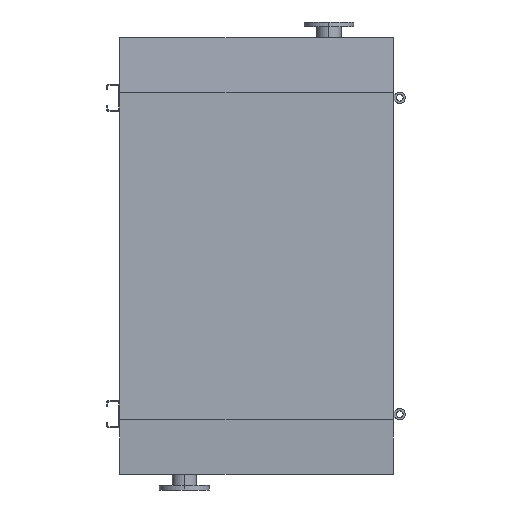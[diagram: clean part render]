
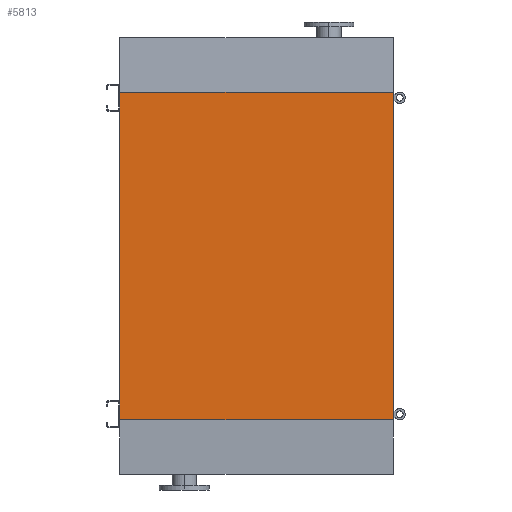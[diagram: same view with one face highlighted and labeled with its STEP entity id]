
A CAD part, front view. The second image highlights one B-rep face of the part: STEP entity #5813.
In plain terms, the highlighted planar face has unit normal (0, -1, 0).
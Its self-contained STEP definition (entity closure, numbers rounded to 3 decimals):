
#210 = DIRECTION ( 'NONE',  ( 0., 0., 1. ) ) ;
#275 = DIRECTION ( 'NONE',  ( 0., 0., -1. ) ) ;
#545 = CARTESIAN_POINT ( 'NONE',  ( 605., 0., 0. ) ) ;
#824 = PLANE ( 'NONE',  #3060 ) ;
#859 = CARTESIAN_POINT ( 'NONE',  ( -605., 0., -1450. ) ) ;
#883 = EDGE_CURVE ( 'NONE', #4110, #3791, #5276, .T. ) ;
#1856 = VERTEX_POINT ( 'NONE', #4423 ) ;
#2148 = ORIENTED_EDGE ( 'NONE', *, *, #5136, .T. ) ;
#2555 = ORIENTED_EDGE ( 'NONE', *, *, #883, .F. ) ;
#2609 = CARTESIAN_POINT ( 'NONE',  ( -605., 0., -1450. ) ) ;
#2746 = DIRECTION ( 'NONE',  ( 0., 0., 1. ) ) ;
#2868 = DIRECTION ( 'NONE',  ( 1., 0., 0. ) ) ;
#2922 = CARTESIAN_POINT ( 'NONE',  ( -605., 0., -1450. ) ) ;
#3017 = LINE ( 'NONE', #5146, #5993 ) ;
#3025 = VECTOR ( 'NONE', #2746, 1000. ) ;
#3060 = AXIS2_PLACEMENT_3D ( 'NONE', #6393, #5380, #275 ) ;
#3271 = CARTESIAN_POINT ( 'NONE',  ( -605., 0., 0. ) ) ;
#3392 = ORIENTED_EDGE ( 'NONE', *, *, #6747, .F. ) ;
#3755 = ORIENTED_EDGE ( 'NONE', *, *, #4500, .T. ) ;
#3780 = LINE ( 'NONE', #4984, #3025 ) ;
#3791 = VERTEX_POINT ( 'NONE', #3271 ) ;
#4110 = VERTEX_POINT ( 'NONE', #859 ) ;
#4423 = CARTESIAN_POINT ( 'NONE',  ( 605., 0., -1450. ) ) ;
#4500 = EDGE_CURVE ( 'NONE', #4110, #1856, #5332, .T. ) ;
#4972 = VECTOR ( 'NONE', #210, 1000. ) ;
#4984 = CARTESIAN_POINT ( 'NONE',  ( 605., 0., -1450. ) ) ;
#5105 = VERTEX_POINT ( 'NONE', #545 ) ;
#5136 = EDGE_CURVE ( 'NONE', #1856, #5105, #3780, .T. ) ;
#5146 = CARTESIAN_POINT ( 'NONE',  ( -605., 0., 0. ) ) ;
#5276 = LINE ( 'NONE', #2922, #4972 ) ;
#5332 = LINE ( 'NONE', #2609, #6633 ) ;
#5380 = DIRECTION ( 'NONE',  ( 0., -1., 0. ) ) ;
#5813 = ADVANCED_FACE ( 'NONE', ( #6462 ), #824, .T. ) ;
#5993 = VECTOR ( 'NONE', #2868, 1000. ) ;
#6393 = CARTESIAN_POINT ( 'NONE',  ( -605., 0., -1450. ) ) ;
#6462 = FACE_OUTER_BOUND ( 'NONE', #6554, .T. ) ;
#6554 = EDGE_LOOP ( 'NONE', ( #3392, #2555, #3755, #2148 ) ) ;
#6633 = VECTOR ( 'NONE', #7084, 1000. ) ;
#6747 = EDGE_CURVE ( 'NONE', #3791, #5105, #3017, .T. ) ;
#7084 = DIRECTION ( 'NONE',  ( 1., 0., 0. ) ) ;
